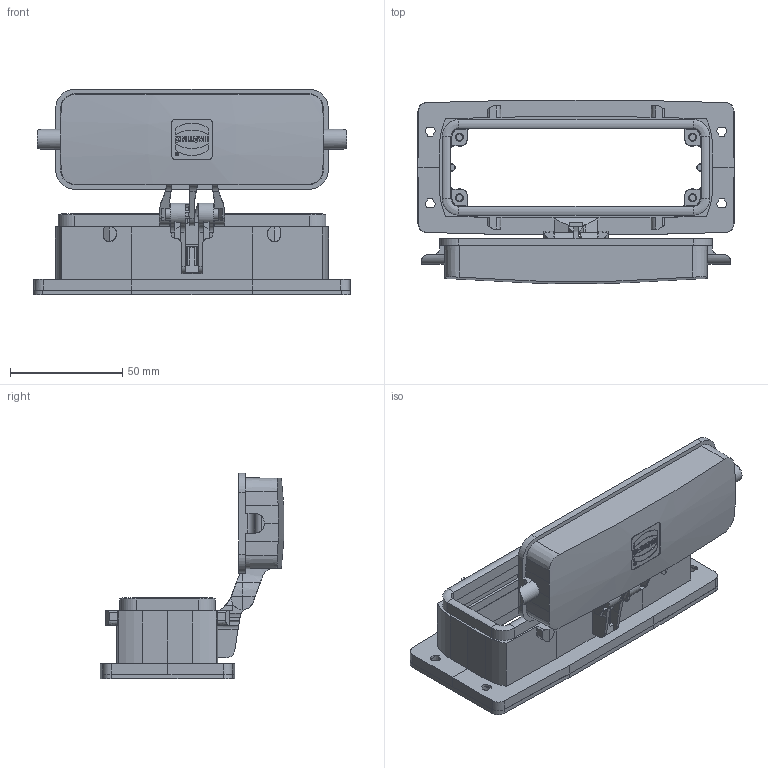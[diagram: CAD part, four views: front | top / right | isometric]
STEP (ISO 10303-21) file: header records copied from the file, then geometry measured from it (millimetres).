
FILE_DESCRIPTION(/* description */ (''),/* implementation_level */ '2;1');
FILE_NAME(/* name */ '100735593ugm000_c.stp',/* time_stamp */ '2022-03-12T05:18:31+01:00',/* author */ (''),/* organization */ (''),/* preprocessor_version */ 'ST-DEVELOPER v16.7',/* originating_system */ 'SIEMENS PLM Software NX 1911',/* authorisation */ '');
FILE_SCHEMA (('AUTOMOTIVE_DESIGN { 1 0 10303 214 3 1 1 1 }'));
Length unit declared in the file: millimetre
Products named in the file (1): 100735593ugm000_c
Bounding box: 141 x 81.93 x 91.65 mm (x, y, z)
Volume: 21821 mm3; surface area: 59595.4 mm2
Topology: 1 solids, 604 shells, 855 faces, 4058 edges, 3809 vertices
Faces by surface type: plane 596, cylinder 166, cone 64, bspline 19, extrusion 6, torus 4
Full cylindrical faces by diameter (mm): 1.006 x1, 1.477 x1, 3 x4, 3.5 x4, 4.8 x2
Entity records: 53727 total; most frequent: CARTESIAN_POINT 11264, DIRECTION 6342, ORIENTED_EDGE 4696, EDGE_CURVE 4030, VERTEX_POINT 3796, VECTOR 2804, LINE 2798, AXIS2_PLACEMENT_3D 1769
